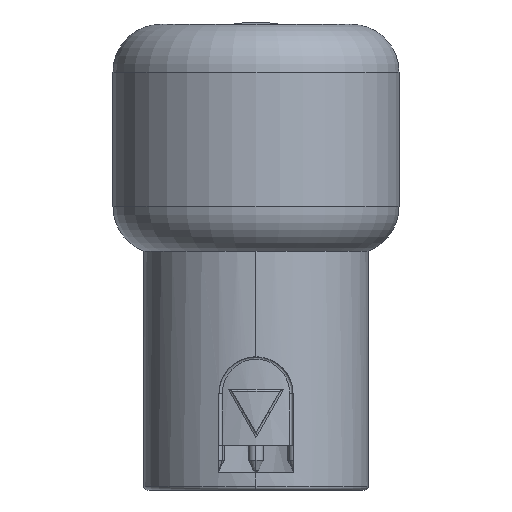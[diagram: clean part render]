
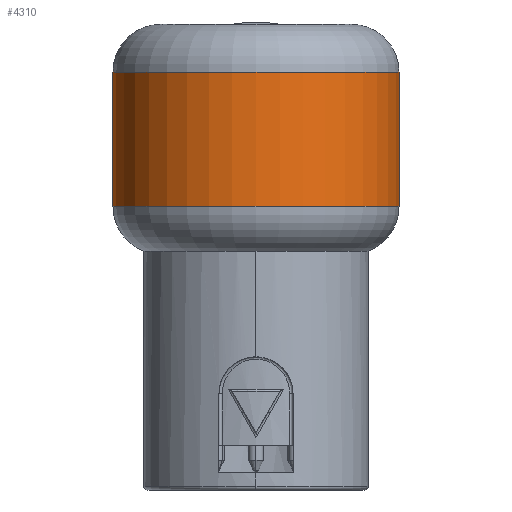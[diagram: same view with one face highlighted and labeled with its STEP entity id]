
A CAD part, left-side view. The second image highlights one B-rep face of the part: STEP entity #4310.
In plain terms, the highlighted cylindrical face has radius 12 mm (diameter 24 mm), a partial arc.
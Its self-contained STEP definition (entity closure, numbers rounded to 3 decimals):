
#698=CARTESIAN_POINT('',(0.,0.,-7.953));
#699=DIRECTION('',(0.,0.,1.));
#700=DIRECTION('',(0.114,0.993,0.));
#701=AXIS2_PLACEMENT_3D('',#698,#699,#700);
#708=CARTESIAN_POINT('',(0.,0.,3.3));
#709=DIRECTION('',(0.,0.,-1.));
#710=DIRECTION('',(0.114,-0.993,0.));
#711=AXIS2_PLACEMENT_3D('',#708,#709,#710);
#713=DIRECTION('',(0.,0.,1.));
#714=VECTOR('',#713,11.253);
#715=CARTESIAN_POINT('',(1.366,11.922,-7.953));
#716=LINE('',#715,#714);
#1295=CARTESIAN_POINT('',(1.366,11.922,-7.953));
#1343=CARTESIAN_POINT('',(1.366,-11.922,
-7.953));
#1345=DIRECTION('',(0.,0.,1.));
#1346=VECTOR('',#1345,11.253);
#1347=CARTESIAN_POINT('',(1.366,-11.922,
-7.953));
#1348=LINE('',#1347,#1346);
#3501=CARTESIAN_POINT('',(1.366,11.922,3.3));
#3502=VERTEX_POINT('',#3501);
#3503=CARTESIAN_POINT('',(1.366,-11.922,3.3));
#3504=VERTEX_POINT('',#3503);
#3523=VERTEX_POINT('',#1343);
#3528=VERTEX_POINT('',#1295);
#4296=CARTESIAN_POINT('',(0.,0.,-11.7));
#4297=DIRECTION('',(0.,0.,1.));
#4298=DIRECTION('',(1.,0.,0.));
#4299=AXIS2_PLACEMENT_3D('',#4296,#4297,#4298);
#4300=CYLINDRICAL_SURFACE('',#4299,12.);
#4302=ORIENTED_EDGE('',*,*,#4301,.F.);
#4304=ORIENTED_EDGE('',*,*,#4303,.F.);
#4305=ORIENTED_EDGE('',*,*,#4284,.F.);
#4307=ORIENTED_EDGE('',*,*,#4306,.T.);
#4308=EDGE_LOOP('',(#4302,#4304,#4305,#4307));
#4309=FACE_OUTER_BOUND('',#4308,.F.);
#702=CIRCLE('',#701,12.);
#712=CIRCLE('',#711,12.);
#4284=EDGE_CURVE('',#3528,#3523,#702,.T.);
#4301=EDGE_CURVE('',#3504,#3502,#712,.T.);
#4303=EDGE_CURVE('',#3523,#3504,#1348,.T.);
#4306=EDGE_CURVE('',#3528,#3502,#716,.T.);
#4310=ADVANCED_FACE('',(#4309),#4300,.T.);
